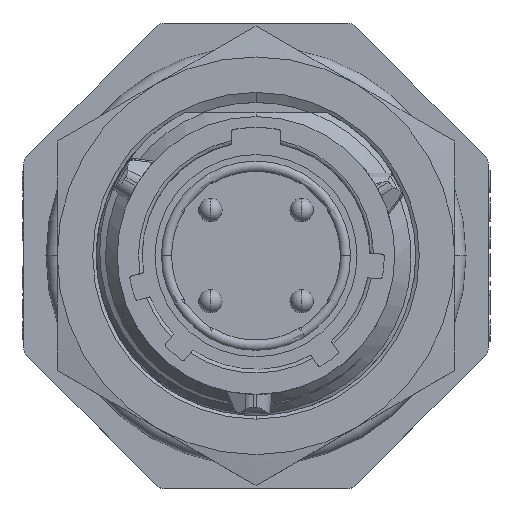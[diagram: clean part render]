
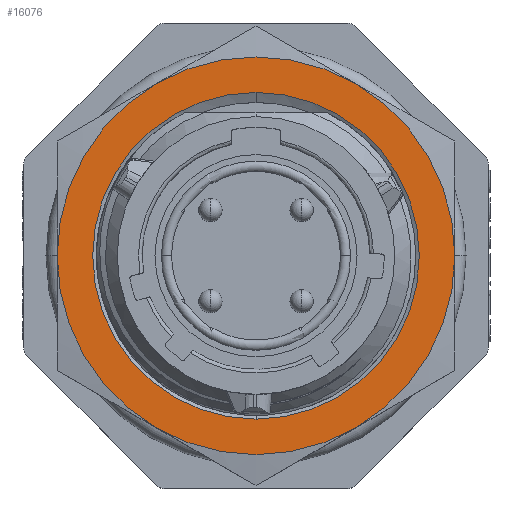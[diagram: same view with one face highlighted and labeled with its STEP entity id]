
A CAD part, top view. The second image highlights one B-rep face of the part: STEP entity #16076.
In plain terms, the highlighted planar face has unit normal (0, 0, 1).
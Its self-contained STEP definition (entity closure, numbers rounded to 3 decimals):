
#3801=CARTESIAN_POINT('',(0.,0.,9.77));
#3802=DIRECTION('',(0.,0.,1.));
#3803=DIRECTION('',(1.,0.,0.));
#3804=AXIS2_PLACEMENT_3D('',#3801,#3802,#3803);
#3806=CARTESIAN_POINT('',(0.,0.,9.77));
#3807=DIRECTION('',(0.,0.,1.));
#3808=DIRECTION('',(0.5,-0.866,0.));
#3809=AXIS2_PLACEMENT_3D('',#3806,#3807,#3808);
#3811=CARTESIAN_POINT('',(0.,0.,9.77));
#3812=DIRECTION('',(0.,0.,1.));
#3813=DIRECTION('',(-0.5,-0.866,0.));
#3814=AXIS2_PLACEMENT_3D('',#3811,#3812,#3813);
#3816=CARTESIAN_POINT('',(0.,0.,9.77));
#3817=DIRECTION('',(0.,0.,1.));
#3818=DIRECTION('',(-1.,0.,0.));
#3819=AXIS2_PLACEMENT_3D('',#3816,#3817,#3818);
#3821=CARTESIAN_POINT('',(0.,0.,9.77));
#3822=DIRECTION('',(0.,0.,1.));
#3823=DIRECTION('',(-0.5,0.866,0.));
#3824=AXIS2_PLACEMENT_3D('',#3821,#3822,#3823);
#3826=CARTESIAN_POINT('',(0.,0.,9.77));
#3827=DIRECTION('',(0.,0.,1.));
#3828=DIRECTION('',(0.5,0.866,0.));
#3829=AXIS2_PLACEMENT_3D('',#3826,#3827,#3828);
#3831=CARTESIAN_POINT('',(0.,0.,9.77));
#3832=DIRECTION('',(0.,0.,-1.));
#3833=DIRECTION('',(0.,1.,0.));
#3834=AXIS2_PLACEMENT_3D('',#3831,#3832,#3833);
#3836=CARTESIAN_POINT('',(0.,0.,9.77));
#3837=DIRECTION('',(0.,0.,-1.));
#3838=DIRECTION('',(0.,-1.,0.));
#3839=AXIS2_PLACEMENT_3D('',#3836,#3837,#3838);
#11946=CARTESIAN_POINT('',(0.,11.15,9.77));
#11947=CARTESIAN_POINT('',(0.,-11.15,9.77));
#11948=VERTEX_POINT('',#11946);
#11949=VERTEX_POINT('',#11947);
#11960=CARTESIAN_POINT('',(13.575,0.,9.77));
#11961=CARTESIAN_POINT('',(6.788,11.756,9.77));
#11962=VERTEX_POINT('',#11960);
#11963=VERTEX_POINT('',#11961);
#11964=CARTESIAN_POINT('',(-6.787,11.756,9.77));
#11965=VERTEX_POINT('',#11964);
#11966=CARTESIAN_POINT('',(-13.575,0.,9.77));
#11967=VERTEX_POINT('',#11966);
#11968=CARTESIAN_POINT('',(-6.788,-11.756,9.77));
#11969=VERTEX_POINT('',#11968);
#11970=CARTESIAN_POINT('',(6.787,-11.756,9.77));
#11971=VERTEX_POINT('',#11970);
#16053=CARTESIAN_POINT('',(0.,0.,9.77));
#16054=DIRECTION('',(0.,0.,1.));
#16055=DIRECTION('',(1.,0.,0.));
#16056=AXIS2_PLACEMENT_3D('',#16053,#16054,#16055);
#16057=PLANE('',#16056);
#16059=ORIENTED_EDGE('',*,*,#16058,.F.);
#16061=ORIENTED_EDGE('',*,*,#16060,.F.);
#16063=ORIENTED_EDGE('',*,*,#16062,.F.);
#16065=ORIENTED_EDGE('',*,*,#16064,.F.);
#16067=ORIENTED_EDGE('',*,*,#16066,.F.);
#16069=ORIENTED_EDGE('',*,*,#16068,.F.);
#16070=EDGE_LOOP('',(#16059,#16061,#16063,#16065,#16067,#16069));
#16071=FACE_OUTER_BOUND('',#16070,.F.);
#16072=ORIENTED_EDGE('',*,*,#12697,.F.);
#16073=ORIENTED_EDGE('',*,*,#13019,.F.);
#16074=EDGE_LOOP('',(#16072,#16073));
#16075=FACE_BOUND('',#16074,.F.);
#16076=ADVANCED_FACE('',(#16071,#16075),#16057,.T.);
#3805=CIRCLE('',#3804,13.575);
#3810=CIRCLE('',#3809,13.575);
#3815=CIRCLE('',#3814,13.575);
#3820=CIRCLE('',#3819,13.575);
#3825=CIRCLE('',#3824,13.575);
#3830=CIRCLE('',#3829,13.575);
#3835=CIRCLE('',#3834,11.15);
#3840=CIRCLE('',#3839,11.15);
#12697=EDGE_CURVE('',#11948,#11949,#3835,.T.);
#13019=EDGE_CURVE('',#11949,#11948,#3840,.T.);
#16058=EDGE_CURVE('',#11962,#11963,#3805,.T.);
#16060=EDGE_CURVE('',#11971,#11962,#3810,.T.);
#16062=EDGE_CURVE('',#11969,#11971,#3815,.T.);
#16064=EDGE_CURVE('',#11967,#11969,#3820,.T.);
#16066=EDGE_CURVE('',#11965,#11967,#3825,.T.);
#16068=EDGE_CURVE('',#11963,#11965,#3830,.T.);
